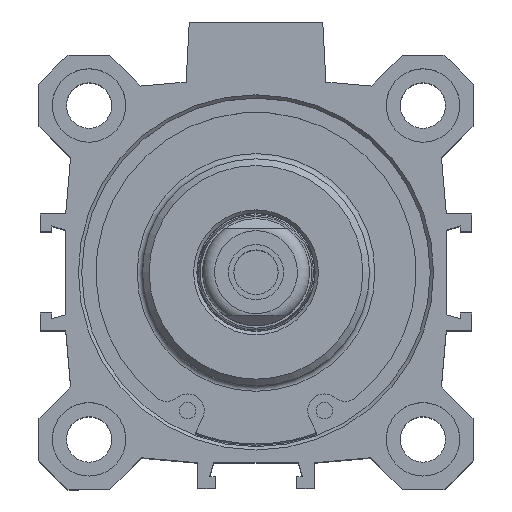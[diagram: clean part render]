
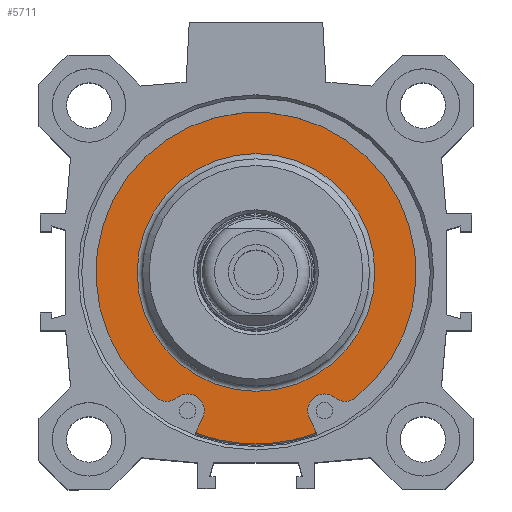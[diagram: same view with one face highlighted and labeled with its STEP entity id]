
A CAD part, top view. The second image highlights one B-rep face of the part: STEP entity #5711.
In plain terms, the highlighted planar face has unit normal (0, 0, 1).
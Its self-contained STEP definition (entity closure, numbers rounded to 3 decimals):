
#4860=CARTESIAN_POINT('',(-14.933,-18.756,64.4));
#4861=VERTEX_POINT('',#4860);
#4868=CARTESIAN_POINT('',(14.933,-18.756,64.4));
#4869=VERTEX_POINT('',#4868);
#4870=CARTESIAN_POINT('',(0.,0.,64.4));
#4871=DIRECTION('',(0.0,0.0,1.0));
#4872=DIRECTION('',(-0.623,0.782,0.0));
#4873=AXIS2_PLACEMENT_3D('',#4870,#4871,#4872);
#4874=CIRCLE('',#4873,23.975);
#4875=EDGE_CURVE('',#4869,#4861,#4874,.T.);
#4900=CARTESIAN_POINT('',(-11.809,-18.748,64.4));
#4901=VERTEX_POINT('',#4900);
#4908=CARTESIAN_POINT('',(-13.376,-16.8,64.4));
#4909=DIRECTION('',(0.0,0.0,1.0));
#4910=DIRECTION('',(0.623,0.782,0.0));
#4911=AXIS2_PLACEMENT_3D('',#4908,#4909,#4910);
#4912=CIRCLE('',#4911,2.5);
#4913=EDGE_CURVE('',#4861,#4901,#4912,.T.);
#4933=CARTESIAN_POINT('',(-7.978,-21.756,64.4));
#4934=VERTEX_POINT('',#4933);
#4941=CARTESIAN_POINT('',(-10.242,-20.696,64.4));
#4942=DIRECTION('',(0.0,0.0,-1.0));
#4943=DIRECTION('',(0.906,-0.424,0.0));
#4944=AXIS2_PLACEMENT_3D('',#4941,#4942,#4943);
#4945=CIRCLE('',#4944,2.5);
#4946=EDGE_CURVE('',#4901,#4934,#4945,.T.);
#4973=CARTESIAN_POINT('',(-9.053,-24.053,64.4));
#4974=VERTEX_POINT('',#4973);
#4981=CARTESIAN_POINT('',(-7.978,-21.756,64.4));
#4982=DIRECTION('',(-0.424,-0.906,0.0));
#4983=VECTOR('',#4982,2.536);
#4984=LINE('',#4981,#4983);
#4985=EDGE_CURVE('',#4934,#4974,#4984,.T.);
#5037=CARTESIAN_POINT('',(7.978,-21.756,64.4));
#5038=VERTEX_POINT('',#5037);
#5045=CARTESIAN_POINT('',(9.053,-24.053,64.4));
#5046=VERTEX_POINT('',#5045);
#5047=CARTESIAN_POINT('',(9.053,-24.053,64.4));
#5048=DIRECTION('',(-0.424,0.906,0.0));
#5049=VECTOR('',#5048,2.536);
#5050=LINE('',#5047,#5049);
#5051=EDGE_CURVE('',#5046,#5038,#5050,.T.);
#5077=CARTESIAN_POINT('',(11.809,-18.748,64.4));
#5078=VERTEX_POINT('',#5077);
#5085=CARTESIAN_POINT('',(10.242,-20.696,64.4));
#5086=DIRECTION('',(0.0,0.0,-1.0));
#5087=DIRECTION('',(0.627,0.779,0.0));
#5088=AXIS2_PLACEMENT_3D('',#5085,#5086,#5087);
#5089=CIRCLE('',#5088,2.5);
#5090=EDGE_CURVE('',#5038,#5078,#5089,.T.);
#5109=CARTESIAN_POINT('',(13.376,-16.8,64.4));
#5110=DIRECTION('',(0.0,0.0,1.0));
#5111=DIRECTION('',(0.627,0.779,0.0));
#5112=AXIS2_PLACEMENT_3D('',#5109,#5110,#5111);
#5113=CIRCLE('',#5112,2.5);
#5114=EDGE_CURVE('',#5078,#4869,#5113,.T.);
#5672=CARTESIAN_POINT('',(0.,0.,64.4));
#5673=DIRECTION('',(0.0,0.0,1.0));
#5674=DIRECTION('',(0.0,1.0,0.0));
#5675=AXIS2_PLACEMENT_3D('',#5672,#5673,#5674);
#5676=CIRCLE('',#5675,25.7);
#5677=EDGE_CURVE('',#4974,#5046,#5676,.T.);
#5685=CARTESIAN_POINT('',(0.,21.75,64.4));
#5686=DIRECTION('',(0.0,0.0,1.0));
#5687=DIRECTION('',(1.0,0.0,0.0));
#5688=AXIS2_PLACEMENT_3D('',#5685,#5686,#5687);
#5689=PLANE('',#5688);
#5690=ORIENTED_EDGE('',*,*,#4985,.T.);
#5691=ORIENTED_EDGE('',*,*,#5677,.T.);
#5692=ORIENTED_EDGE('',*,*,#5051,.T.);
#5693=ORIENTED_EDGE('',*,*,#5090,.T.);
#5694=ORIENTED_EDGE('',*,*,#5114,.T.);
#5695=ORIENTED_EDGE('',*,*,#4875,.T.);
#5696=ORIENTED_EDGE('',*,*,#4913,.T.);
#5697=ORIENTED_EDGE('',*,*,#4946,.T.);
#5698=EDGE_LOOP('',(#5690,#5691,#5692,#5693,#5694,#5695,#5696,#5697));
#5699=FACE_OUTER_BOUND('',#5698,.T.);
#5700=CARTESIAN_POINT('',(0.,17.8,64.4));
#5701=VERTEX_POINT('',#5700);
#5702=CARTESIAN_POINT('',(0.,0.,64.4));
#5703=DIRECTION('',(0.0,0.0,1.0));
#5704=DIRECTION('',(0.0,1.0,0.0));
#5705=AXIS2_PLACEMENT_3D('',#5702,#5703,#5704);
#5706=CIRCLE('',#5705,17.8);
#5707=EDGE_CURVE('',#5701,#5701,#5706,.T.);
#5708=ORIENTED_EDGE('',*,*,#5707,.F.);
#5709=EDGE_LOOP('',(#5708));
#5710=FACE_BOUND('',#5709,.T.);
#5711=ADVANCED_FACE('',(#5699,#5710),#5689,.T.);
